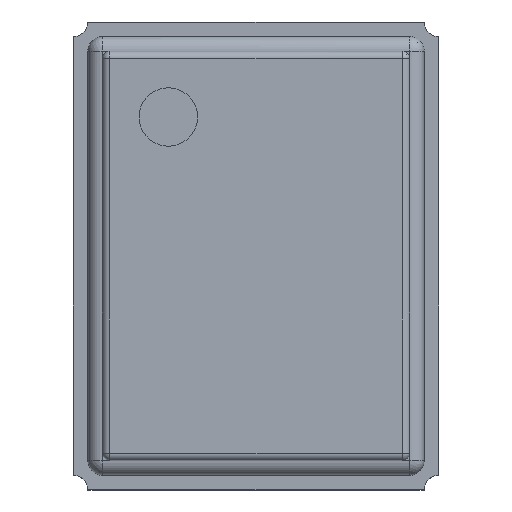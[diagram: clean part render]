
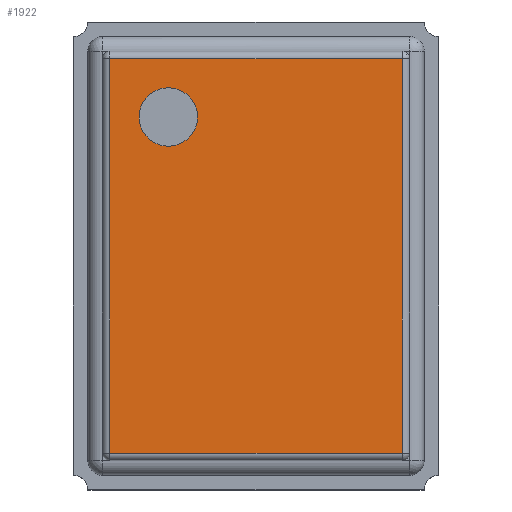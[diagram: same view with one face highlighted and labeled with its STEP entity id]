
A CAD part, top view. The second image highlights one B-rep face of the part: STEP entity #1922.
In plain terms, the highlighted planar face has unit normal (0, 0, 1).
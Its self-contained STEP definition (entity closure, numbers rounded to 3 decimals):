
#24=FACE_BOUND('',#288,.T.);
#79=PLANE('',#2086);
#171=FACE_OUTER_BOUND('',#287,.T.);
#287=EDGE_LOOP('',(#1537,#1538,#1539,#1540));
#288=EDGE_LOOP('',(#1541));
#430=LINE('',#3007,#626);
#432=LINE('',#3015,#628);
#434=LINE('',#3023,#630);
#436=LINE('',#3032,#632);
#626=VECTOR('',#2417,2.7);
#628=VECTOR('',#2425,2.);
#630=VECTOR('',#2433,2.7);
#632=VECTOR('',#2445,2.);
#763=CIRCLE('',#2058,0.2);
#891=VERTEX_POINT('',#2999);
#893=VERTEX_POINT('',#3004);
#894=VERTEX_POINT('',#3006);
#897=VERTEX_POINT('',#3014);
#900=VERTEX_POINT('',#3022);
#1107=EDGE_CURVE('',#891,#891,#763,.T.);
#1109=EDGE_CURVE('',#893,#894,#430,.T.);
#1113=EDGE_CURVE('',#894,#897,#432,.T.);
#1117=EDGE_CURVE('',#897,#900,#434,.T.);
#1122=EDGE_CURVE('',#900,#893,#436,.T.);
#1537=ORIENTED_EDGE('',*,*,#1109,.F.);
#1538=ORIENTED_EDGE('',*,*,#1122,.F.);
#1539=ORIENTED_EDGE('',*,*,#1117,.F.);
#1540=ORIENTED_EDGE('',*,*,#1113,.F.);
#1541=ORIENTED_EDGE('',*,*,#1107,.T.);
#1922=ADVANCED_FACE('',(#171,#24),#79,.T.);
#2058=AXIS2_PLACEMENT_3D('',#3000,#2409,#2410);
#2086=AXIS2_PLACEMENT_3D('',#3060,#2480,#2481);
#2409=DIRECTION('center_axis',(0.,0.,-1.));
#2410=DIRECTION('ref_axis',(0.,-1.,0.));
#2417=DIRECTION('',(0.,-1.,0.));
#2425=DIRECTION('',(-1.,0.,0.));
#2433=DIRECTION('',(0.,1.,0.));
#2445=DIRECTION('',(1.,0.,0.));
#2480=DIRECTION('center_axis',(0.,0.,1.));
#2481=DIRECTION('ref_axis',(0.,-1.,0.));
#2999=CARTESIAN_POINT('',(-0.6,0.75,0.75));
#3000=CARTESIAN_POINT('Origin',(-0.6,0.95,0.75));
#3004=CARTESIAN_POINT('',(1.,1.35,0.75));
#3006=CARTESIAN_POINT('',(1.,-1.35,0.75));
#3007=CARTESIAN_POINT('',(1.,0.675,0.75));
#3014=CARTESIAN_POINT('',(-1.,-1.35,0.75));
#3015=CARTESIAN_POINT('',(0.5,-1.35,0.75));
#3022=CARTESIAN_POINT('',(-1.,1.35,0.75));
#3023=CARTESIAN_POINT('',(-1.,-0.675,0.75));
#3032=CARTESIAN_POINT('',(-0.5,1.35,0.75));
#3060=CARTESIAN_POINT('Origin',(0.,0.,
0.75));
